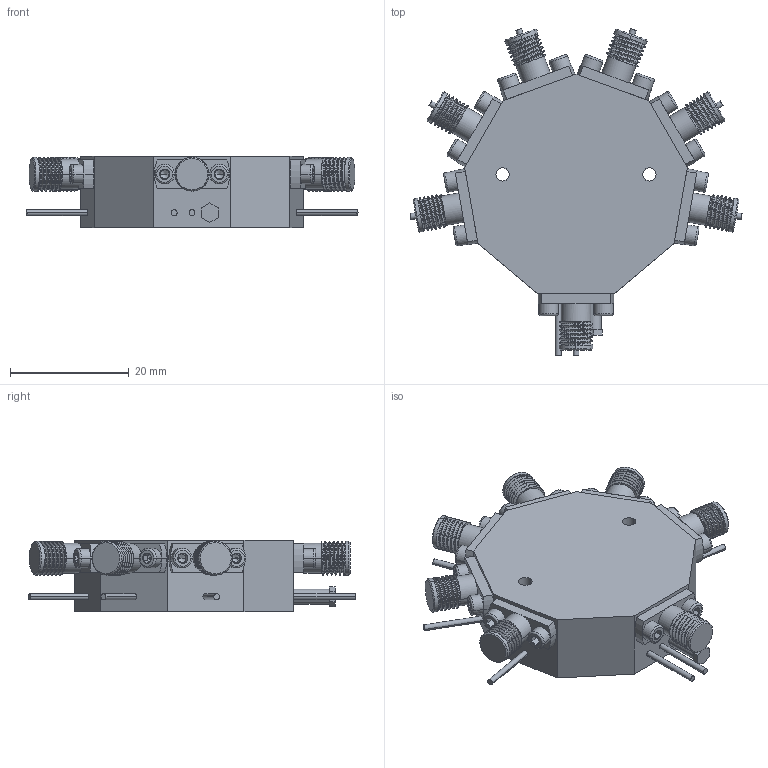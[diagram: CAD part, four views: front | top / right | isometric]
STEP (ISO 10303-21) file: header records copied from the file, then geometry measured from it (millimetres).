
FILE_DESCRIPTION (( 'STEP AP214' ), '1' );
FILE_NAME ('SK6-0525038048-2F2F-A7.STEP', '2024-07-12T23:09:31', ( '' ), ( '' ), 'SwSTEP 2.0', 'SolidWorks 2021', '' );
FILE_SCHEMA (( 'AUTOMOTIVE_DESIGN' ));
Length unit declared in the file: millimetre
Products named in the file (1): SK6-0525038048-2F2F-A7
Bounding box: 55.92 x 55.07 x 12 mm (x, y, z)
Volume: 14660 mm3; surface area: 7375.6 mm2
Topology: 22 solids, 22 shells, 1576 faces, 3488 edges, 1966 vertices
Faces by surface type: bspline 532, cylinder 506, plane 314, cone 168, torus 56
Entity records: 44466 total; most frequent: CARTESIAN_POINT 15616, ORIENTED_EDGE 6920, DIRECTION 4743, EDGE_CURVE 3460, VERTEX_POINT 1966, AXIS2_PLACEMENT_3D 1781, EDGE_LOOP 1646, ADVANCED_FACE 1576
